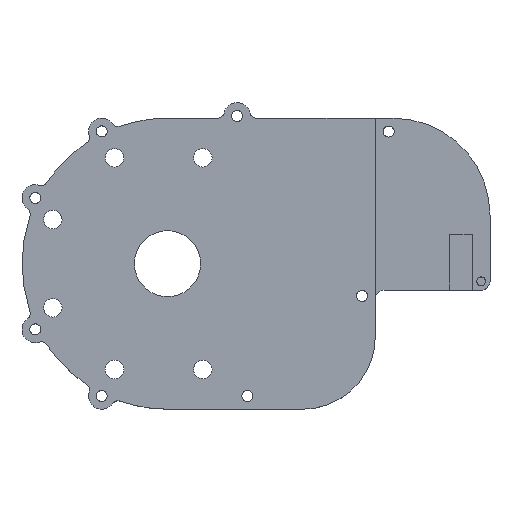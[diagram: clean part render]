
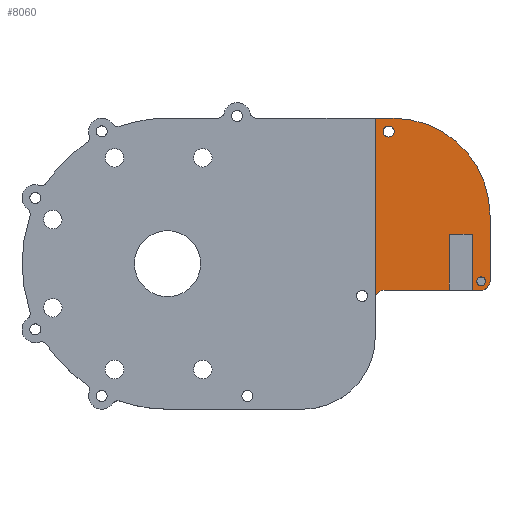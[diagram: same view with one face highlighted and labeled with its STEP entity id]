
A CAD part, top view. The second image highlights one B-rep face of the part: STEP entity #8060.
In plain terms, the highlighted planar face has unit normal (0, 0, 1).
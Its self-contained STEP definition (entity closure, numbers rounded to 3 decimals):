
#526=FACE_BOUND('',#1671,.T.);
#527=FACE_BOUND('',#1672,.T.);
#555=CIRCLE('',#8081,1.);
#589=CIRCLE('',#8133,1.25);
#651=CIRCLE('',#8217,22.);
#669=CIRCLE('',#8246,2.);
#671=CIRCLE('',#8249,2.);
#1165=FACE_OUTER_BOUND('',#1670,.T.);
#1670=EDGE_LOOP('',(#7389,#7390,#7391,#7392,#7393,#7394,#7395,#7396,#7397,
#7398,#7399));
#1671=EDGE_LOOP('',(#7400));
#1672=EDGE_LOOP('',(#7401));
#1673=LINE('',#10102,#2425);
#1677=LINE('',#10110,#2429);
#1680=LINE('',#10116,#2432);
#1890=LINE('',#11886,#2642);
#1891=LINE('',#11889,#2643);
#1906=LINE('',#11950,#2658);
#1909=LINE('',#11956,#2661);
#1913=LINE('',#11963,#2665);
#2425=VECTOR('',#8502,10.);
#2429=VECTOR('',#8508,10.);
#2432=VECTOR('',#8513,10.);
#2642=VECTOR('',#8961,1000.);
#2643=VECTOR('',#8964,1000.);
#2658=VECTOR('',#9023,1000.);
#2661=VECTOR('',#9028,1000.);
#2665=VECTOR('',#9032,1000.);
#3177=VERTEX_POINT('',#10100);
#3178=VERTEX_POINT('',#10101);
#3181=VERTEX_POINT('',#10109);
#3183=VERTEX_POINT('',#10115);
#3186=VERTEX_POINT('',#10125);
#3225=VERTEX_POINT('',#10236);
#3522=VERTEX_POINT('',#11878);
#3525=VERTEX_POINT('',#11884);
#3526=VERTEX_POINT('',#11888);
#3548=VERTEX_POINT('',#11943);
#3550=VERTEX_POINT('',#11949);
#3552=VERTEX_POINT('',#11955);
#3555=VERTEX_POINT('',#11961);
#3937=EDGE_CURVE('',#3177,#3178,#1673,.T.);
#3941=EDGE_CURVE('',#3178,#3181,#1677,.T.);
#3944=EDGE_CURVE('',#3181,#3183,#1680,.T.);
#3950=EDGE_CURVE('',#3186,#3186,#555,.T.);
#4004=EDGE_CURVE('',#3225,#3225,#589,.T.);
#4314=EDGE_CURVE('',#3522,#3525,#1890,.T.);
#4315=EDGE_CURVE('',#3526,#3522,#1891,.T.);
#4341=EDGE_CURVE('',#3548,#3526,#651,.T.);
#4344=EDGE_CURVE('',#3550,#3548,#1906,.T.);
#4347=EDGE_CURVE('',#3552,#3177,#1909,.T.);
#4351=EDGE_CURVE('',#3183,#3555,#1913,.T.);
#4368=EDGE_CURVE('',#3555,#3550,#669,.T.);
#4370=EDGE_CURVE('',#3552,#3525,#671,.T.);
#7389=ORIENTED_EDGE('',*,*,#3944,.T.);
#7390=ORIENTED_EDGE('',*,*,#4351,.T.);
#7391=ORIENTED_EDGE('',*,*,#4368,.T.);
#7392=ORIENTED_EDGE('',*,*,#4344,.T.);
#7393=ORIENTED_EDGE('',*,*,#4341,.T.);
#7394=ORIENTED_EDGE('',*,*,#4315,.T.);
#7395=ORIENTED_EDGE('',*,*,#4314,.T.);
#7396=ORIENTED_EDGE('',*,*,#4370,.F.);
#7397=ORIENTED_EDGE('',*,*,#4347,.T.);
#7398=ORIENTED_EDGE('',*,*,#3937,.T.);
#7399=ORIENTED_EDGE('',*,*,#3941,.T.);
#7400=ORIENTED_EDGE('',*,*,#3950,.F.);
#7401=ORIENTED_EDGE('',*,*,#4004,.F.);
#7623=PLANE('',#8497);
#8060=ADVANCED_FACE('',(#1165,#526,#527),#7623,.F.);
#8081=AXIS2_PLACEMENT_3D('',#10127,#8524,#8525);
#8133=AXIS2_PLACEMENT_3D('',#10238,#8648,#8649);
#8217=AXIS2_PLACEMENT_3D('',#11944,#9016,#9017);
#8246=AXIS2_PLACEMENT_3D('',#11989,#9083,#9084);
#8249=AXIS2_PLACEMENT_3D('',#11992,#9089,#9090);
#8497=AXIS2_PLACEMENT_3D('',#19565,#10096,#10097);
#8502=DIRECTION('',(0.,1.,0.));
#8508=DIRECTION('',(1.,0.,0.));
#8513=DIRECTION('',(0.,-1.,0.));
#8524=DIRECTION('center_axis',(0.,0.,
1.));
#8525=DIRECTION('ref_axis',(-1.,0.,0.));
#8648=DIRECTION('center_axis',(0.,0.,
1.));
#8649=DIRECTION('ref_axis',(-1.,0.,0.));
#8961=DIRECTION('',(0.,-1.,0.));
#8964=DIRECTION('',(-1.,0.,0.));
#9016=DIRECTION('center_axis',(0.,0.,
1.));
#9017=DIRECTION('ref_axis',(-1.,0.,0.));
#9023=DIRECTION('',(0.,1.,0.));
#9028=DIRECTION('',(1.,0.,0.));
#9032=DIRECTION('',(1.,0.,0.));
#9083=DIRECTION('center_axis',(0.,0.,
1.));
#9084=DIRECTION('ref_axis',(-1.,0.,0.));
#9089=DIRECTION('center_axis',(0.,0.,
1.));
#9090=DIRECTION('ref_axis',(-1.,0.,0.));
#10096=DIRECTION('center_axis',(0.,0.,
-1.));
#10097=DIRECTION('ref_axis',(-1.,0.,0.));
#10100=CARTESIAN_POINT('',(63.94,-6.,-15.5));
#10101=CARTESIAN_POINT('',(63.94,6.67,-15.5));
#10102=CARTESIAN_POINT('',(63.94,3.335,-15.5));
#10109=CARTESIAN_POINT('',(69.14,6.67,-15.5));
#10110=CARTESIAN_POINT('',(34.57,6.67,-15.5));
#10115=CARTESIAN_POINT('',(69.14,-6.,-15.5));
#10116=CARTESIAN_POINT('',(69.14,-3.,-15.5));
#10125=CARTESIAN_POINT('',(70.14,-4.,-15.5));
#10127=CARTESIAN_POINT('Origin',(71.14,-4.,-15.5));
#10236=CARTESIAN_POINT('',(48.89,29.974,-15.5));
#10238=CARTESIAN_POINT('Origin',(50.14,29.974,-15.5));
#11878=CARTESIAN_POINT('',(47.14,33.,-15.5));
#11884=CARTESIAN_POINT('',(47.14,-8.,-15.5));
#11886=CARTESIAN_POINT('',(47.14,-9.287,-15.5));
#11888=CARTESIAN_POINT('',(51.14,33.,-15.5));
#11889=CARTESIAN_POINT('',(0.,33.,-15.5));
#11943=CARTESIAN_POINT('',(73.14,11.,-15.5));
#11944=CARTESIAN_POINT('Origin',(51.14,11.,-15.5));
#11949=CARTESIAN_POINT('',(73.14,-4.,-15.5));
#11950=CARTESIAN_POINT('',(73.14,0.,-15.5));
#11955=CARTESIAN_POINT('',(49.14,-6.,-15.5));
#11956=CARTESIAN_POINT('',(0.,-6.,-15.5));
#11961=CARTESIAN_POINT('',(71.14,-6.,-15.5));
#11963=CARTESIAN_POINT('',(0.,-6.,-15.5));
#11989=CARTESIAN_POINT('Origin',(71.14,-4.,-15.5));
#11992=CARTESIAN_POINT('Origin',(49.14,-8.,-15.5));
#19565=CARTESIAN_POINT('Origin',(0.,0.,
-15.5));
